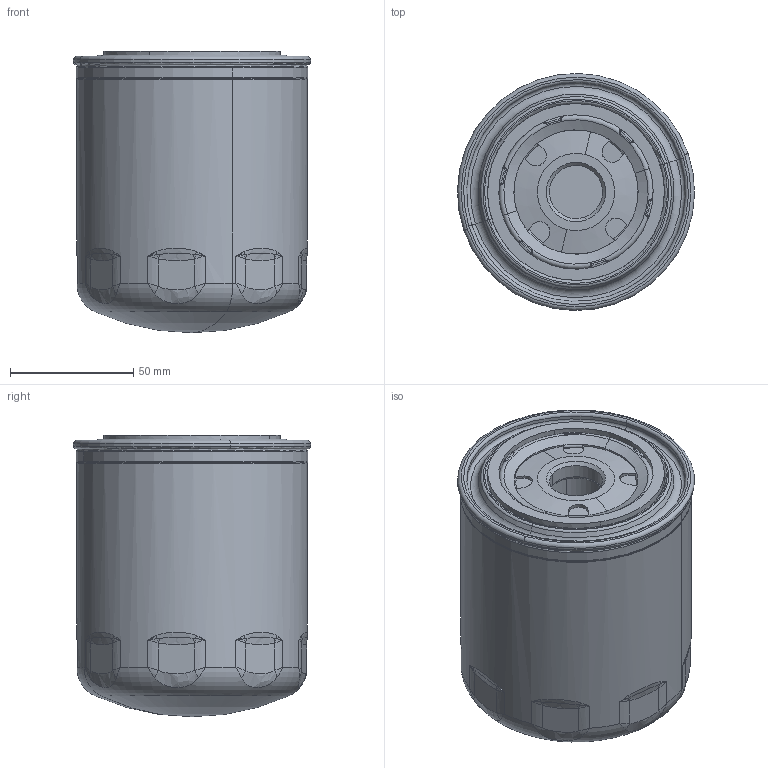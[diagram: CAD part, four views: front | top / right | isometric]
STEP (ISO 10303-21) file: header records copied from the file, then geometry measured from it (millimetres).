
FILE_DESCRIPTION(('CATIA V5 STEP Exchange','CAx-IF Rec.Pracs.--- Model Styling and Organization---1.2---2011-12-15'),'2;1');
FILE_NAME('1416938P01 Neutral.stp','2022-02-23T14:28:51+00:00',('none'),('MANN+HUMMEL GmbH'),'Version 5-6 Release 2012','CATIA V5 STEP AP214','none');
FILE_SCHEMA(('AUTOMOTIVE_DESIGN { 1 0 10303 214 1 1 1 1 }'));
Length unit declared in the file: millimetre
Products named in the file (1): 1416938P01
Bounding box: 95.98 x 95.98 x 113.93 mm (x, y, z)
Volume: 703647.3 mm3; surface area: 49232.1 mm2
Topology: 1 solids, 13 shells, 363 faces, 920 edges, 521 vertices
Faces by surface type: bspline 148, cylinder 92, torus 52, plane 45, cone 24, sphere 2
Entity records: 18883 total; most frequent: CARTESIAN_POINT 12188, ORIENTED_EDGE 1716, EDGE_CURVE 858, DIRECTION 718, VERTEX_POINT 521, B_SPLINE_CURVE_WITH_KNOTS 458, AXIS2_PLACEMENT_3D 411, EDGE_LOOP 371
